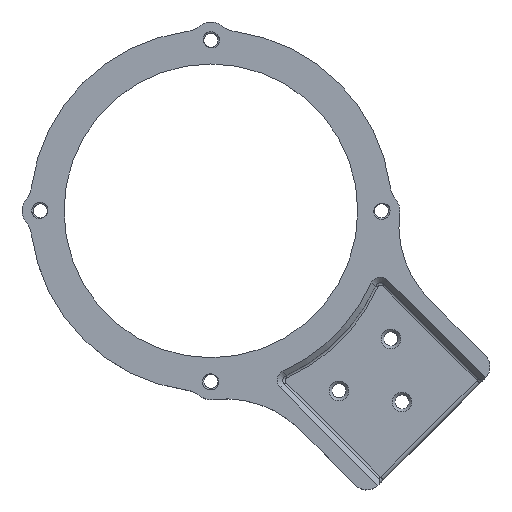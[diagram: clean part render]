
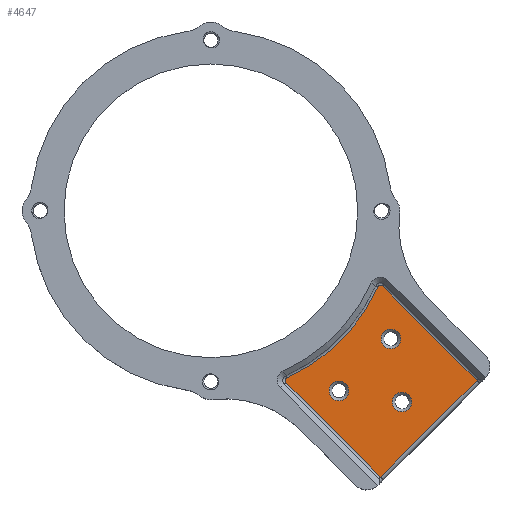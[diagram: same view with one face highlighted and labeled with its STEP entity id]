
A CAD part, top view. The second image highlights one B-rep face of the part: STEP entity #4647.
In plain terms, the highlighted planar face has unit normal (0, 0, 1).
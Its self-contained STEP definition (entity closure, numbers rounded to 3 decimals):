
#37=FACE_BOUND('',#514,.T.);
#38=FACE_BOUND('',#515,.T.);
#39=FACE_BOUND('',#516,.T.);
#57=PLANE('',#4933);
#252=FACE_OUTER_BOUND('',#513,.T.);
#513=EDGE_LOOP('',(#3377,#3378,#3379,#3380,#3381,#3382));
#514=EDGE_LOOP('',(#3383));
#515=EDGE_LOOP('',(#3384));
#516=EDGE_LOOP('',(#3385));
#694=CIRCLE('',#4929,1.865);
#697=CIRCLE('',#4934,0.5);
#698=CIRCLE('',#4935,35.);
#699=CIRCLE('',#4936,0.5);
#700=CIRCLE('',#4937,1.865);
#701=CIRCLE('',#4938,1.865);
#1245=LINE('',#12987,#1524);
#1246=LINE('',#12989,#1525);
#1247=LINE('',#12996,#1526);
#1524=VECTOR('',#5590,10.);
#1525=VECTOR('',#5591,10.);
#1526=VECTOR('',#5598,10.);
#1960=VERTEX_POINT('',#12918);
#1962=VERTEX_POINT('',#12985);
#1963=VERTEX_POINT('',#12986);
#1964=VERTEX_POINT('',#12988);
#1965=VERTEX_POINT('',#12990);
#1966=VERTEX_POINT('',#12992);
#1967=VERTEX_POINT('',#12994);
#1968=VERTEX_POINT('',#12997);
#1969=VERTEX_POINT('',#12999);
#2536=EDGE_CURVE('',#1960,#1960,#694,.T.);
#2542=EDGE_CURVE('',#1962,#1963,#1245,.T.);
#2543=EDGE_CURVE('',#1964,#1962,#1246,.T.);
#2544=EDGE_CURVE('',#1965,#1964,#697,.T.);
#2545=EDGE_CURVE('',#1966,#1965,#698,.T.);
#2546=EDGE_CURVE('',#1967,#1966,#699,.T.);
#2547=EDGE_CURVE('',#1963,#1967,#1247,.T.);
#2548=EDGE_CURVE('',#1968,#1968,#700,.T.);
#2549=EDGE_CURVE('',#1969,#1969,#701,.T.);
#3377=ORIENTED_EDGE('',*,*,#2542,.F.);
#3378=ORIENTED_EDGE('',*,*,#2543,.F.);
#3379=ORIENTED_EDGE('',*,*,#2544,.F.);
#3380=ORIENTED_EDGE('',*,*,#2545,.F.);
#3381=ORIENTED_EDGE('',*,*,#2546,.F.);
#3382=ORIENTED_EDGE('',*,*,#2547,.F.);
#3383=ORIENTED_EDGE('',*,*,#2548,.F.);
#3384=ORIENTED_EDGE('',*,*,#2549,.F.);
#3385=ORIENTED_EDGE('',*,*,#2536,.F.);
#4647=ADVANCED_FACE('',(#252,#37,#38,#39),#57,.F.);
#4929=AXIS2_PLACEMENT_3D('',#12919,#5579,#5580);
#4933=AXIS2_PLACEMENT_3D('',#12984,#5588,#5589);
#4934=AXIS2_PLACEMENT_3D('',#12991,#5592,#5593);
#4935=AXIS2_PLACEMENT_3D('',#12993,#5594,#5595);
#4936=AXIS2_PLACEMENT_3D('',#12995,#5596,#5597);
#4937=AXIS2_PLACEMENT_3D('',#12998,#5599,#5600);
#4938=AXIS2_PLACEMENT_3D('',#13000,#5601,#5602);
#5579=DIRECTION('center_axis',(0.,0.,1.));
#5580=DIRECTION('ref_axis',(-1.,0.,0.));
#5588=DIRECTION('center_axis',(0.,0.,-1.));
#5589=DIRECTION('ref_axis',(0.707,0.707,0.));
#5590=DIRECTION('',(-0.707,-0.707,0.));
#5591=DIRECTION('',(0.707,-0.707,0.));
#5592=DIRECTION('center_axis',(0.,0.,-1.));
#5593=DIRECTION('ref_axis',(-0.179,0.984,0.));
#5594=DIRECTION('center_axis',(0.,0.,1.));
#5595=DIRECTION('ref_axis',(0.707,-0.707,0.));
#5596=DIRECTION('center_axis',(0.,0.,-1.));
#5597=DIRECTION('ref_axis',(-0.984,0.179,0.));
#5598=DIRECTION('',(-0.707,0.707,0.));
#5599=DIRECTION('center_axis',(0.,0.,1.));
#5600=DIRECTION('ref_axis',(-1.,0.,0.));
#5601=DIRECTION('center_axis',(0.,0.,1.));
#5602=DIRECTION('ref_axis',(-1.,0.,0.));
#12918=CARTESIAN_POINT('',(26.26,-34.295,-13.));
#12919=CARTESIAN_POINT('Origin',(24.395,-34.295,-13.));
#12984=CARTESIAN_POINT('Origin',(14.849,-33.941,-13.));
#12985=CARTESIAN_POINT('',(50.735,-32.35,-13.));
#12986=CARTESIAN_POINT('',(32.35,-50.735,-13.));
#12987=CARTESIAN_POINT('',(36.77,-46.315,-13.));
#12988=CARTESIAN_POINT('',(32.687,-14.302,-13.));
#12989=CARTESIAN_POINT('',(33.588,-15.203,-13.));
#12990=CARTESIAN_POINT('',(31.878,-14.449,-13.));
#12991=CARTESIAN_POINT('Origin',(32.334,-14.656,-13.));
#12992=CARTESIAN_POINT('',(14.449,-31.878,-13.));
#12993=CARTESIAN_POINT('Origin',(0.,0.,-13.));
#12994=CARTESIAN_POINT('',(14.302,-32.687,-13.));
#12995=CARTESIAN_POINT('Origin',(14.656,-32.334,-13.));
#12996=CARTESIAN_POINT('',(15.203,-33.588,-13.));
#12997=CARTESIAN_POINT('',(36.159,-24.395,-13.));
#12998=CARTESIAN_POINT('Origin',(34.295,-24.395,-13.));
#12999=CARTESIAN_POINT('',(38.28,-36.416,-13.));
#13000=CARTESIAN_POINT('Origin',(36.416,-36.416,-13.));
